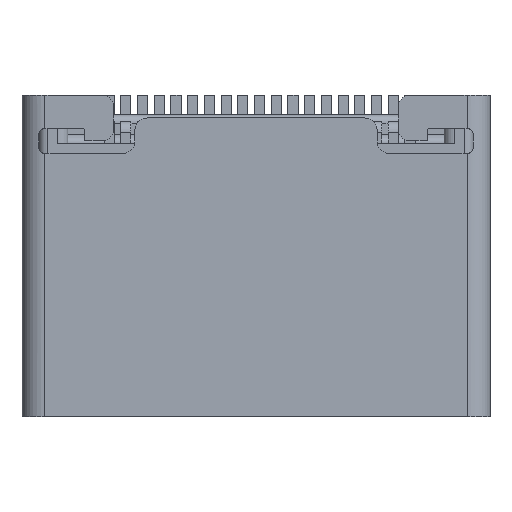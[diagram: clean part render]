
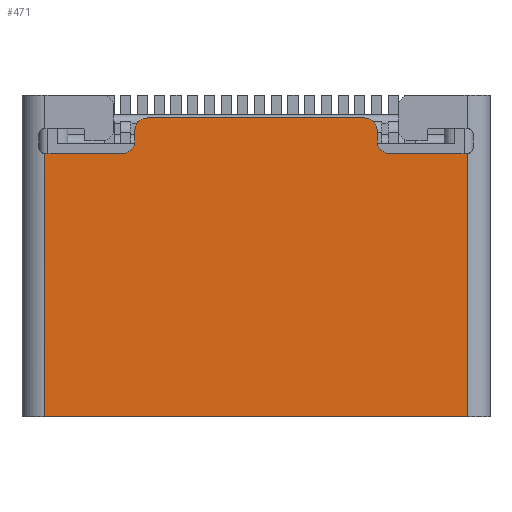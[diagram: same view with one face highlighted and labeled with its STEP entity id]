
A CAD part, top view. The second image highlights one B-rep face of the part: STEP entity #471.
In plain terms, the highlighted planar face has unit normal (0, 0, 1).
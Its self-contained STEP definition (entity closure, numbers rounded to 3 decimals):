
#33 = VERTEX_POINT('',#34);
#34 = CARTESIAN_POINT('',(-5.05,0.,3.475));
#43 = EDGE_CURVE('',#44,#33,#46,.T.);
#44 = VERTEX_POINT('',#45);
#45 = CARTESIAN_POINT('',(5.05,0.,3.475));
#46 = LINE('',#47,#48);
#47 = CARTESIAN_POINT('',(5.05,0.,3.475));
#48 = VECTOR('',#49,1.);
#49 = DIRECTION('',(-1.,0.,0.));
#272 = EDGE_CURVE('',#33,#273,#275,.T.);
#273 = VERTEX_POINT('',#274);
#274 = CARTESIAN_POINT('',(-5.05,6.3,3.475));
#275 = LINE('',#276,#277);
#276 = CARTESIAN_POINT('',(-5.05,0.,3.475));
#277 = VECTOR('',#278,1.);
#278 = DIRECTION('',(0.,1.,0.));
#471 = ADVANCED_FACE('',(#472),#558,.T.);
#472 = FACE_BOUND('',#473,.F.);
#473 = EDGE_LOOP('',(#474,#484,#493,#501,#510,#518,#524,#525,#526,#534,
    #543,#551));
#474 = ORIENTED_EDGE('',*,*,#475,.T.);
#475 = EDGE_CURVE('',#476,#478,#480,.T.);
#476 = VERTEX_POINT('',#477);
#477 = CARTESIAN_POINT('',(-2.6,7.15,3.475));
#478 = VERTEX_POINT('',#479);
#479 = CARTESIAN_POINT('',(2.6,7.15,3.475));
#480 = LINE('',#481,#482);
#481 = CARTESIAN_POINT('',(-2.6,7.15,3.475));
#482 = VECTOR('',#483,1.);
#483 = DIRECTION('',(1.,0.,0.));
#484 = ORIENTED_EDGE('',*,*,#485,.F.);
#485 = EDGE_CURVE('',#486,#478,#488,.T.);
#486 = VERTEX_POINT('',#487);
#487 = CARTESIAN_POINT('',(2.9,6.85,3.475));
#488 = CIRCLE('',#489,0.3);
#489 = AXIS2_PLACEMENT_3D('',#490,#491,#492);
#490 = CARTESIAN_POINT('',(2.6,6.85,3.475));
#491 = DIRECTION('',(0.,0.,1.));
#492 = DIRECTION('',(1.,0.,0.));
#493 = ORIENTED_EDGE('',*,*,#494,.T.);
#494 = EDGE_CURVE('',#486,#495,#497,.T.);
#495 = VERTEX_POINT('',#496);
#496 = CARTESIAN_POINT('',(2.9,6.6,3.475));
#497 = LINE('',#498,#499);
#498 = CARTESIAN_POINT('',(2.9,6.85,3.475));
#499 = VECTOR('',#500,1.);
#500 = DIRECTION('',(0.,-1.,0.));
#501 = ORIENTED_EDGE('',*,*,#502,.T.);
#502 = EDGE_CURVE('',#495,#503,#505,.T.);
#503 = VERTEX_POINT('',#504);
#504 = CARTESIAN_POINT('',(3.2,6.3,3.475));
#505 = CIRCLE('',#506,0.3);
#506 = AXIS2_PLACEMENT_3D('',#507,#508,#509);
#507 = CARTESIAN_POINT('',(3.2,6.6,3.475));
#508 = DIRECTION('',(0.,0.,1.));
#509 = DIRECTION('',(-1.,0.,0.));
#510 = ORIENTED_EDGE('',*,*,#511,.F.);
#511 = EDGE_CURVE('',#512,#503,#514,.T.);
#512 = VERTEX_POINT('',#513);
#513 = CARTESIAN_POINT('',(5.05,6.3,3.475));
#514 = LINE('',#515,#516);
#515 = CARTESIAN_POINT('',(5.05,6.3,3.475));
#516 = VECTOR('',#517,1.);
#517 = DIRECTION('',(-1.,0.,0.));
#518 = ORIENTED_EDGE('',*,*,#519,.F.);
#519 = EDGE_CURVE('',#44,#512,#520,.T.);
#520 = LINE('',#521,#522);
#521 = CARTESIAN_POINT('',(5.05,0.,3.475));
#522 = VECTOR('',#523,1.);
#523 = DIRECTION('',(0.,1.,0.));
#524 = ORIENTED_EDGE('',*,*,#43,.T.);
#525 = ORIENTED_EDGE('',*,*,#272,.T.);
#526 = ORIENTED_EDGE('',*,*,#527,.T.);
#527 = EDGE_CURVE('',#273,#528,#530,.T.);
#528 = VERTEX_POINT('',#529);
#529 = CARTESIAN_POINT('',(-3.2,6.3,3.475));
#530 = LINE('',#531,#532);
#531 = CARTESIAN_POINT('',(-5.05,6.3,3.475));
#532 = VECTOR('',#533,1.);
#533 = DIRECTION('',(1.,0.,0.));
#534 = ORIENTED_EDGE('',*,*,#535,.T.);
#535 = EDGE_CURVE('',#528,#536,#538,.T.);
#536 = VERTEX_POINT('',#537);
#537 = CARTESIAN_POINT('',(-2.9,6.6,3.475));
#538 = CIRCLE('',#539,0.3);
#539 = AXIS2_PLACEMENT_3D('',#540,#541,#542);
#540 = CARTESIAN_POINT('',(-3.2,6.6,3.475));
#541 = DIRECTION('',(0.,0.,1.));
#542 = DIRECTION('',(0.,-1.,0.));
#543 = ORIENTED_EDGE('',*,*,#544,.T.);
#544 = EDGE_CURVE('',#536,#545,#547,.T.);
#545 = VERTEX_POINT('',#546);
#546 = CARTESIAN_POINT('',(-2.9,6.85,3.475));
#547 = LINE('',#548,#549);
#548 = CARTESIAN_POINT('',(-2.9,6.6,3.475));
#549 = VECTOR('',#550,1.);
#550 = DIRECTION('',(0.,1.,0.));
#551 = ORIENTED_EDGE('',*,*,#552,.F.);
#552 = EDGE_CURVE('',#476,#545,#553,.T.);
#553 = CIRCLE('',#554,0.3);
#554 = AXIS2_PLACEMENT_3D('',#555,#556,#557);
#555 = CARTESIAN_POINT('',(-2.6,6.85,3.475));
#556 = DIRECTION('',(0.,0.,1.));
#557 = DIRECTION('',(0.,1.,0.));
#558 = PLANE('',#559);
#559 = AXIS2_PLACEMENT_3D('',#560,#561,#562);
#560 = CARTESIAN_POINT('',(5.05,0.,3.475));
#561 = DIRECTION('',(0.,0.,1.));
#562 = DIRECTION('',(-1.,0.,0.));
